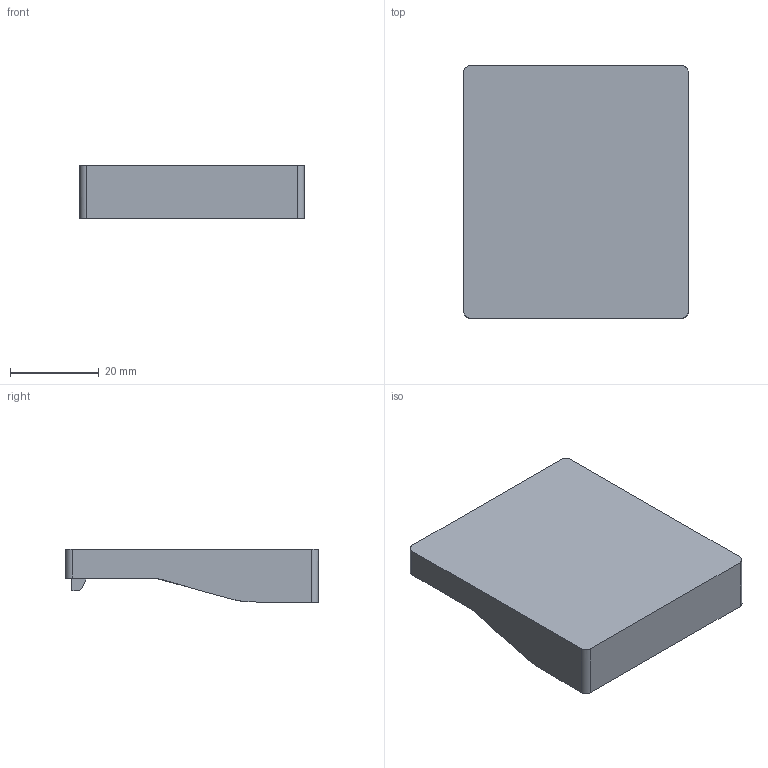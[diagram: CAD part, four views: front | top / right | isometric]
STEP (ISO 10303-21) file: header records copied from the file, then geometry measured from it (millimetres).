
FILE_DESCRIPTION(/* description */ (''),/* implementation_level */ '2;1');
FILE_NAME(/* name */ 'Upper.step',/* time_stamp */ '2022-01-21T07:48:38-06:00',/* author */ (''),/* organization */ (''),/* preprocessor_version */ 'ST-DEVELOPER v18.1',/* originating_system */ 'Autodesk Translation Framework v10.13.0.1454',/* authorisation */ '');
FILE_SCHEMA (('AUTOMOTIVE_DESIGN { 1 0 10303 214 3 1 1 }'));
Length unit declared in the file: millimetre
Products named in the file (1): Upper
Bounding box: 50.53 x 56.88 x 12.11 mm (x, y, z)
Volume: 11285.4 mm3; surface area: 9351.3 mm2
Topology: 1 solids, 1 shells, 60 faces, 164 edges, 108 vertices
Faces by surface type: plane 44, cylinder 14, bspline 2
Full cylindrical faces by diameter (mm): 3.962 x2
Entity records: 3085 total; most frequent: CARTESIAN_POINT 1595, ORIENTED_EDGE 328, DIRECTION 262, EDGE_CURVE 164, VERTEX_POINT 108, LINE 96, VECTOR 96, AXIS2_PLACEMENT_3D 83
